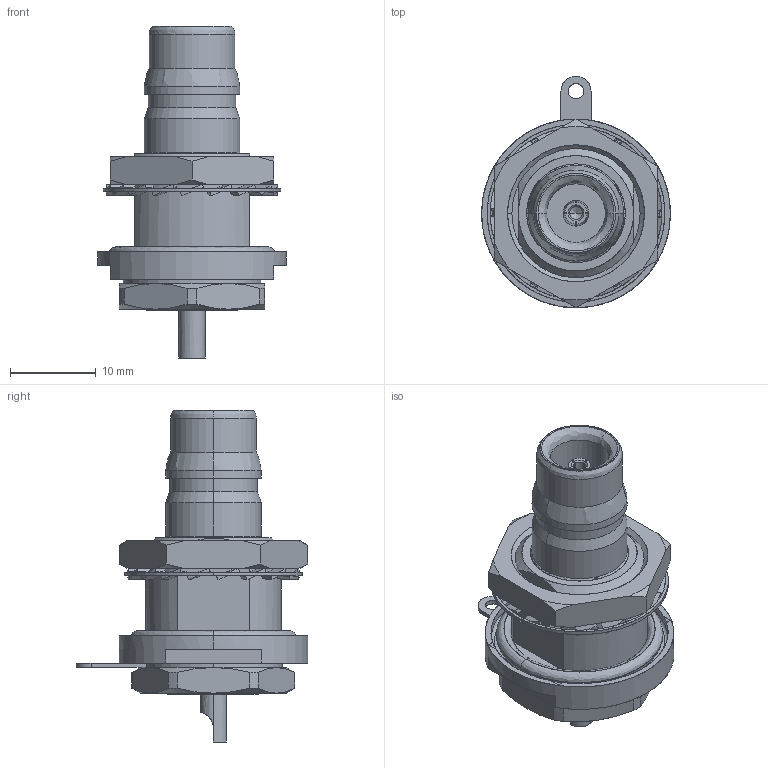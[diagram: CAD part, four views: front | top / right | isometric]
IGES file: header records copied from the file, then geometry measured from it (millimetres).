
Start section: SolidWorks IGES FILE using analytic representation for surfaces
Global section: file name: R164606000.IGS; native system: SolidWorks 2004 by SolidWorks Corporation; preprocessor: Version 5.3; author: MOUTON_C; date: 051021.115942; units: millimetre
Bounding box: 22 x 27 x 38.69 mm (x, y, z)
Surface area: 3905.1 mm2 (no closed solid volume)
Topology: 0 solids, 0 shells, 363 faces, 2983 edges, 2919 vertices
Faces by surface type: revolution 204, bspline 159
